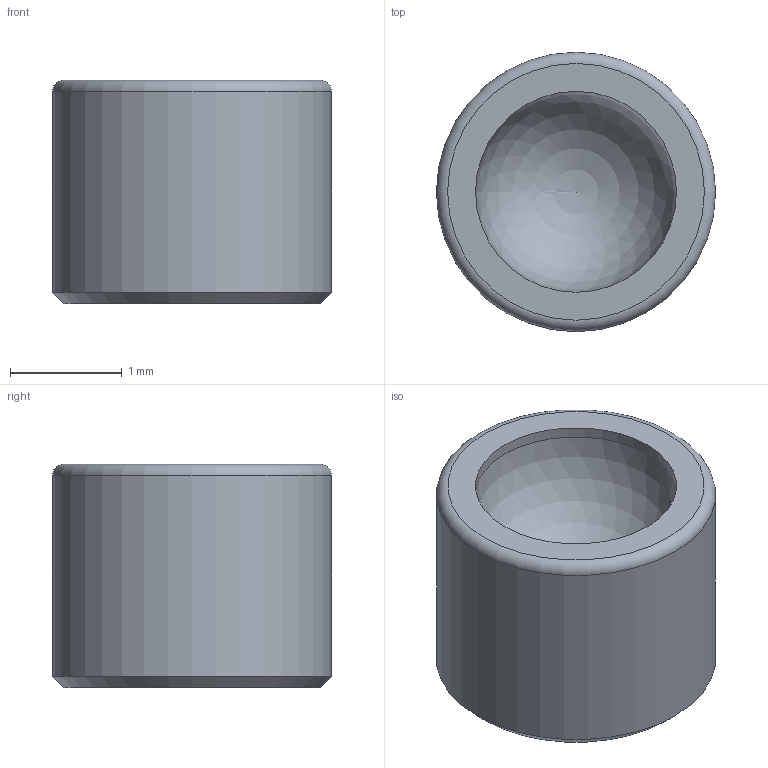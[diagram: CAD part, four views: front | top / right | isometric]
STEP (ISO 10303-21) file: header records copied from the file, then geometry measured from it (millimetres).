
FILE_DESCRIPTION(/* description */ (''),/* implementation_level */ '2;1');
FILE_NAME(/* name */ 'pogo_T1836 v1.step',/* time_stamp */ '2024-01-14T14:28:46+08:00',/* author */ (''),/* organization */ (''),/* preprocessor_version */ 'ST-DEVELOPER v20',/* originating_system */ 'Autodesk Translation Framework v12.14.0.127',/* authorisation */ '');
FILE_SCHEMA (('AUTOMOTIVE_DESIGN { 1 0 10303 214 3 1 1 }'));
Length unit declared in the file: millimetre
Products named in the file (1): pogo_T1836
Bounding box: 2.5 x 2.5 x 2 mm (x, y, z)
Volume: 8 mm3; surface area: 27.8 mm2
Topology: 1 solids, 1 shells, 7 faces, 12 edges, 7 vertices
Faces by surface type: cylinder 2, plane 2, cone 1, torus 1, sphere 1
Full cylindrical faces by diameter (mm): 1.8 x1, 2.5 x1
Entity records: 198 total; most frequent: DIRECTION 35, CARTESIAN_POINT 26, ORIENTED_EDGE 22, AXIS2_PLACEMENT_3D 16, EDGE_CURVE 11, EDGE_LOOP 8, CIRCLE 8, FACE_OUTER_BOUND 7
